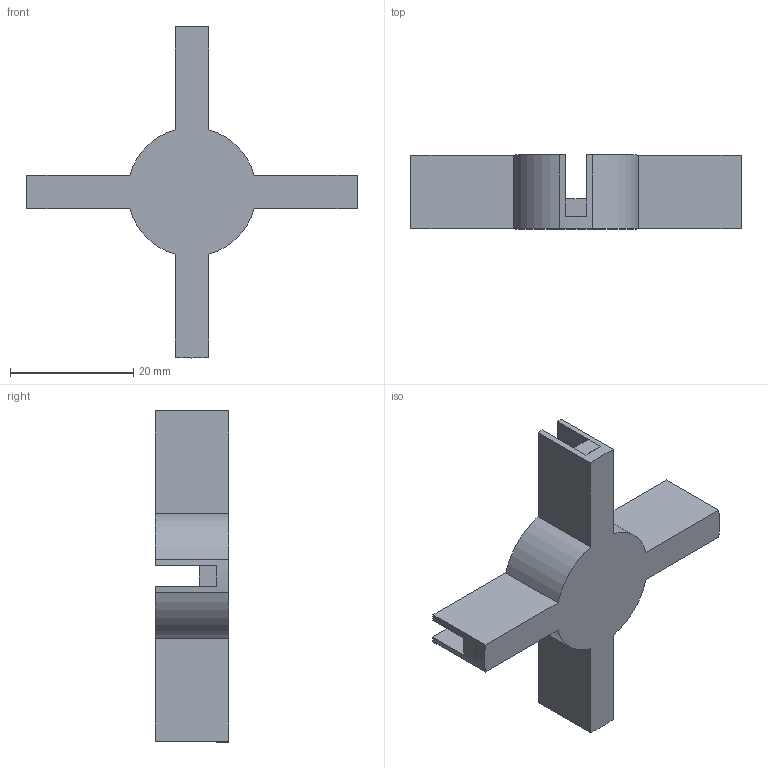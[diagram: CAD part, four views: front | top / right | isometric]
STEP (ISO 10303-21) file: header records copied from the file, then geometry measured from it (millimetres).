
FILE_DESCRIPTION (( 'STEP AP214' ), '1' );
FILE_NAME ('ELLIP_LPR_FINJIG.STEP', '2025-08-09T19:38:47', ( '' ), ( '' ), 'SwSTEP 2.0', 'SolidWorks 2025', '' );
FILE_SCHEMA (( 'AUTOMOTIVE_DESIGN' ));
Length unit declared in the file: millimetre
Products named in the file (1): ELLIP_LPR_FINJIG
Bounding box: 53.89 x 12 x 53.89 mm (x, y, z)
Volume: 3430.1 mm3; surface area: 5437.9 mm2
Topology: 1 solids, 1 shells, 47 faces, 119 edges, 74 vertices
Faces by surface type: plane 30, cylinder 13, bspline 4
Entity records: 1434 total; most frequent: CARTESIAN_POINT 293, ORIENTED_EDGE 238, DIRECTION 233, EDGE_CURVE 119, AXIS2_PLACEMENT_3D 78, LINE 77, VECTOR 77, VERTEX_POINT 74
